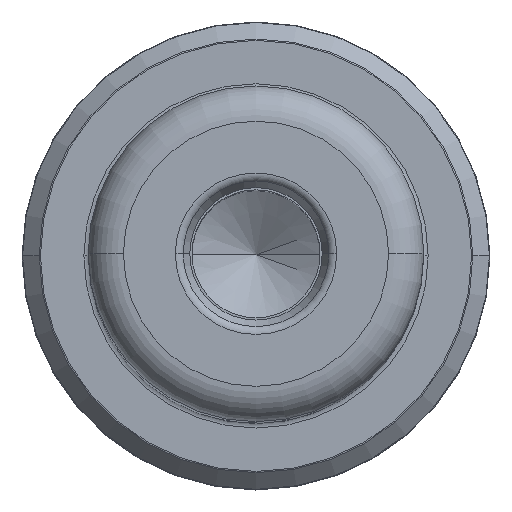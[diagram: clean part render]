
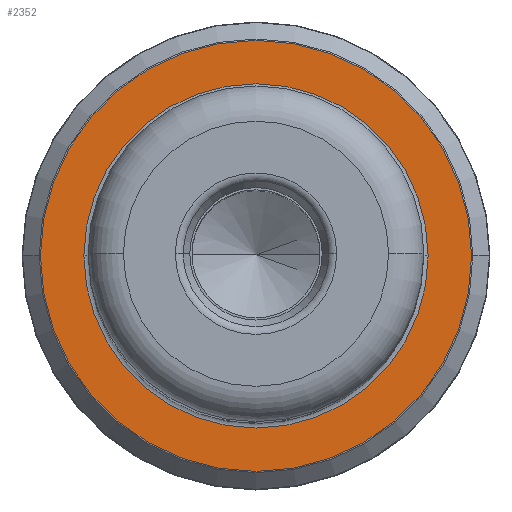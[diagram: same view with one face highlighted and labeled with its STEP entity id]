
A CAD part, top view. The second image highlights one B-rep face of the part: STEP entity #2352.
In plain terms, the highlighted planar face has unit normal (0, 0, 1).
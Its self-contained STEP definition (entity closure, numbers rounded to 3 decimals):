
#52 = AXIS2_PLACEMENT_3D ( 'NONE', #1124, #2975, #3522 ) ;
#92 = AXIS2_PLACEMENT_3D ( 'NONE', #3132, #2828, #2397 ) ;
#177 = AXIS2_PLACEMENT_3D ( 'NONE', #2567, #1602, #2813 ) ;
#204 = VERTEX_POINT ( 'NONE', #884 ) ;
#256 = DIRECTION ( 'NONE',  ( 1., 0., 0. ) ) ;
#286 = EDGE_LOOP ( 'NONE', ( #3035, #2719 ) ) ;
#465 = AXIS2_PLACEMENT_3D ( 'NONE', #2216, #1070, #2566 ) ;
#650 = CIRCLE ( 'NONE', #465, 19.5 ) ;
#860 = CARTESIAN_POINT ( 'NONE',  ( 0., 0., 39. ) ) ;
#884 = CARTESIAN_POINT ( 'NONE',  ( -24.417, 0., 39. ) ) ;
#944 = VERTEX_POINT ( 'NONE', #3636 ) ;
#1061 = VERTEX_POINT ( 'NONE', #3842 ) ;
#1070 = DIRECTION ( 'NONE',  ( 0., 0., -1. ) ) ;
#1124 = CARTESIAN_POINT ( 'NONE',  ( 0., 0., 39. ) ) ;
#1501 = CARTESIAN_POINT ( 'NONE',  ( 24.417, 0., 39. ) ) ;
#1602 = DIRECTION ( 'NONE',  ( 0., 0., -1. ) ) ;
#1766 = FACE_OUTER_BOUND ( 'NONE', #286, .T. ) ;
#1784 = CIRCLE ( 'NONE', #92, 24.417 ) ;
#1946 = EDGE_CURVE ( 'NONE', #944, #1061, #650, .T. ) ;
#2101 = ORIENTED_EDGE ( 'NONE', *, *, #2712, .T. ) ;
#2216 = CARTESIAN_POINT ( 'NONE',  ( 0., 0., 39. ) ) ;
#2352 = ADVANCED_FACE ( 'NONE', ( #1766, #2994 ), #2629, .T. ) ;
#2397 = DIRECTION ( 'NONE',  ( 1., 0., 0. ) ) ;
#2445 = VERTEX_POINT ( 'NONE', #1501 ) ;
#2566 = DIRECTION ( 'NONE',  ( -1., 0., 0. ) ) ;
#2567 = CARTESIAN_POINT ( 'NONE',  ( 0., 0., 39. ) ) ;
#2629 = PLANE ( 'NONE',  #52 ) ;
#2682 = AXIS2_PLACEMENT_3D ( 'NONE', #860, #2952, #256 ) ;
#2693 = CIRCLE ( 'NONE', #2682, 24.417 ) ;
#2712 = EDGE_CURVE ( 'NONE', #1061, #944, #3889, .T. ) ;
#2719 = ORIENTED_EDGE ( 'NONE', *, *, #2909, .T. ) ;
#2813 = DIRECTION ( 'NONE',  ( -1., 0., 0. ) ) ;
#2828 = DIRECTION ( 'NONE',  ( 0., 0., 1. ) ) ;
#2909 = EDGE_CURVE ( 'NONE', #204, #2445, #2693, .T. ) ;
#2952 = DIRECTION ( 'NONE',  ( 0., 0., 1. ) ) ;
#2975 = DIRECTION ( 'NONE',  ( 0., 0., 1. ) ) ;
#2994 = FACE_BOUND ( 'NONE', #3508, .T. ) ;
#3035 = ORIENTED_EDGE ( 'NONE', *, *, #3657, .T. ) ;
#3132 = CARTESIAN_POINT ( 'NONE',  ( 0., 0., 39. ) ) ;
#3508 = EDGE_LOOP ( 'NONE', ( #3626, #2101 ) ) ;
#3522 = DIRECTION ( 'NONE',  ( 1., 0., 0. ) ) ;
#3626 = ORIENTED_EDGE ( 'NONE', *, *, #1946, .T. ) ;
#3636 = CARTESIAN_POINT ( 'NONE',  ( -19.5, 0., 39. ) ) ;
#3657 = EDGE_CURVE ( 'NONE', #2445, #204, #1784, .T. ) ;
#3842 = CARTESIAN_POINT ( 'NONE',  ( 19.5, 0., 39. ) ) ;
#3889 = CIRCLE ( 'NONE', #177, 19.5 ) ;
